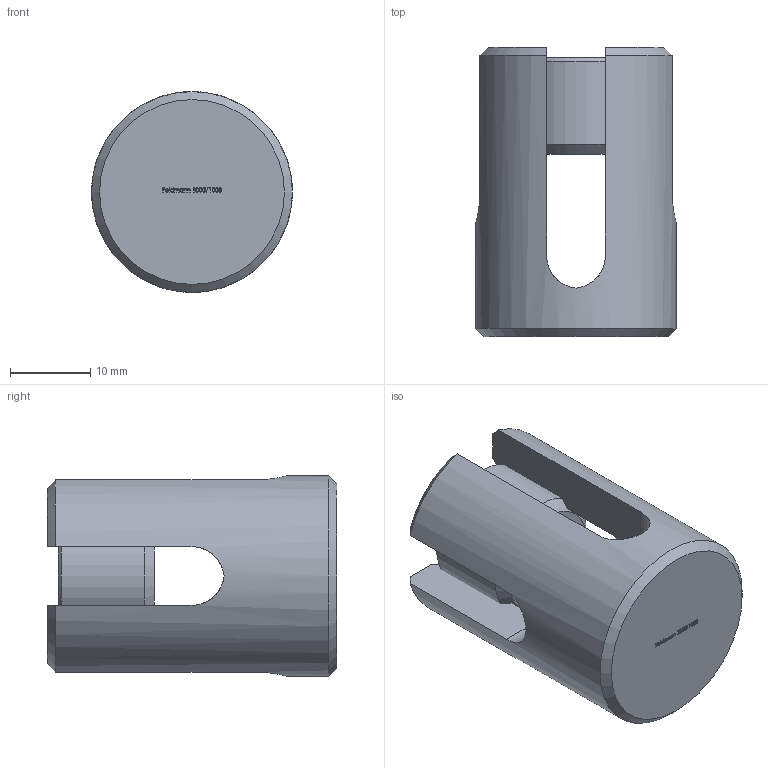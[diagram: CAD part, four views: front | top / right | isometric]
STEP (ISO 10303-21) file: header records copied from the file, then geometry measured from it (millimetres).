
FILE_DESCRIPTION (( 'STEP AP203' ), '1' );
FILE_NAME ('100071008.step', '2020-01-31T11:40:32', ( '' ), ( '' ), 'SwSTEP 2.0', 'SolidWorks 2015', '' );
FILE_SCHEMA (( 'CONFIG_CONTROL_DESIGN' ));
Length unit declared in the file: millimetre
Products named in the file (6): 100071008; 10007100X Teil1; 10007100X Teil1_100071008 Teil1; DIN913; DIN913_DIN913 M16x12
Assembly tree (3 placements, depth 2):
  100071008
    DIN913
  10007100X Teil1
  100071008
    10007100X Teil1_100071008 Teil1
    DIN913_DIN913 M16x12
Bounding box: 25 x 36 x 25 mm (x, y, z)
Volume: 10410.3 mm3; surface area: 5935.2 mm2
Topology: 2 solids, 2 shells, 254 faces, 665 edges, 443 vertices
Faces by surface type: plane 121, bspline 110, cone 12, cylinder 11
Full cylindrical faces by diameter (mm): 14 x1, 16 x1, 25 x1
Entity records: 15570 total; most frequent: CARTESIAN_POINT 9584, ORIENTED_EDGE 1310, DIRECTION 732, EDGE_CURVE 655, VERTEX_POINT 439, VECTOR 380, LINE 380, EDGE_LOOP 288
